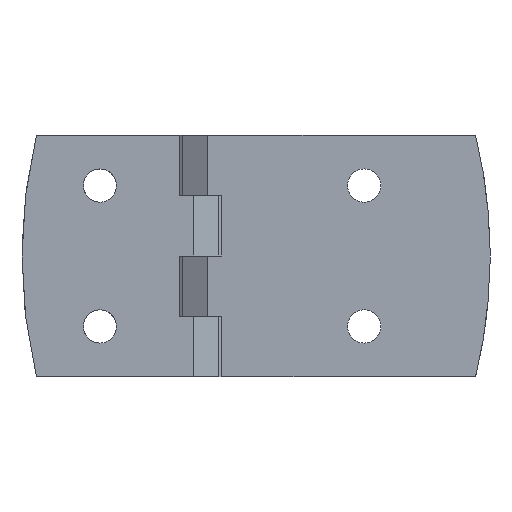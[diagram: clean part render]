
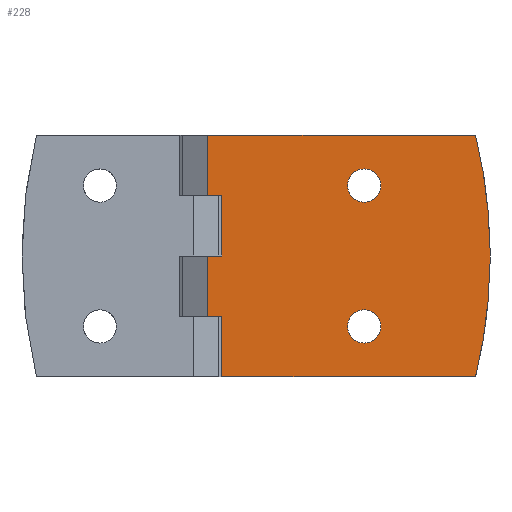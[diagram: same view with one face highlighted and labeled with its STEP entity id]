
A CAD part, front view. The second image highlights one B-rep face of the part: STEP entity #228.
In plain terms, the highlighted planar face has unit normal (0, -1, 0).
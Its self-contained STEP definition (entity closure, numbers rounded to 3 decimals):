
#228 = ADVANCED_FACE( '', ( #440, #441, #442 ), #443, .F. );
#440 = FACE_BOUND( '', #630, .T. );
#441 = FACE_BOUND( '', #631, .T. );
#442 = FACE_OUTER_BOUND( '', #632, .T. );
#443 = PLANE( '', #633 );
#630 = EDGE_LOOP( '', ( #1032 ) );
#631 = EDGE_LOOP( '', ( #1033 ) );
#632 = EDGE_LOOP( '', ( #1034, #1035, #1036, #1037, #1038, #1039, #1040, #1041, #1042, #1043, #1044, #1045 ) );
#633 = AXIS2_PLACEMENT_3D( '', #1046, #1047, #1048 );
#1032 = ORIENTED_EDGE( '', *, *, #1215, .T. );
#1033 = ORIENTED_EDGE( '', *, *, #1096, .T. );
#1034 = ORIENTED_EDGE( '', *, *, #1220, .T. );
#1035 = ORIENTED_EDGE( '', *, *, #1211, .T. );
#1036 = ORIENTED_EDGE( '', *, *, #1169, .T. );
#1037 = ORIENTED_EDGE( '', *, *, #1194, .T. );
#1038 = ORIENTED_EDGE( '', *, *, #1062, .F. );
#1039 = ORIENTED_EDGE( '', *, *, #1154, .T. );
#1040 = ORIENTED_EDGE( '', *, *, #1202, .F. );
#1041 = ORIENTED_EDGE( '', *, *, #1141, .T. );
#1042 = ORIENTED_EDGE( '', *, *, #1213, .T. );
#1043 = ORIENTED_EDGE( '', *, *, #1156, .F. );
#1044 = ORIENTED_EDGE( '', *, *, #1088, .F. );
#1045 = ORIENTED_EDGE( '', *, *, #1205, .T. );
#1046 = CARTESIAN_POINT( '', ( 1.4, -9., 24. ) );
#1047 = DIRECTION( '', ( 0., 1., 0. ) );
#1048 = DIRECTION( '', ( 0., 0., 1. ) );
#1062 = EDGE_CURVE( '', #1223, #1224, #1225, .T. );
#1088 = EDGE_CURVE( '', #1270, #1271, #1272, .T. );
#1096 = EDGE_CURVE( '', #1285, #1285, #1286, .T. );
#1141 = EDGE_CURVE( '', #1359, #1357, #1360, .T. );
#1154 = EDGE_CURVE( '', #1223, #1376, #1378, .F. );
#1156 = EDGE_CURVE( '', #1271, #1380, #1381, .T. );
#1169 = EDGE_CURVE( '', #1397, #1398, #1399, .T. );
#1194 = EDGE_CURVE( '', #1398, #1224, #1433, .F. );
#1202 = EDGE_CURVE( '', #1359, #1376, #1442, .T. );
#1205 = EDGE_CURVE( '', #1270, #1444, #1446, .T. );
#1211 = EDGE_CURVE( '', #1451, #1397, #1453, .T. );
#1213 = EDGE_CURVE( '', #1357, #1380, #1455, .T. );
#1215 = EDGE_CURVE( '', #1457, #1457, #1458, .T. );
#1220 = EDGE_CURVE( '', #1444, #1451, #1463, .T. );
#1223 = VERTEX_POINT( '', #1466 );
#1224 = VERTEX_POINT( '', #1467 );
#1225 = LINE( '', #1468, #1469 );
#1270 = VERTEX_POINT( '', #1697 );
#1271 = VERTEX_POINT( '', #1698 );
#1272 = LINE( '', #1699, #1700 );
#1285 = VERTEX_POINT( '', #1715 );
#1286 = CIRCLE( '', #1716, 3.3 );
#1357 = VERTEX_POINT( '', #1889 );
#1359 = VERTEX_POINT( '', #1892 );
#1360 = LINE( '', #1893, #1894 );
#1376 = VERTEX_POINT( '', #1918 );
#1378 = CIRCLE( '', #1921, 101.62 );
#1380 = VERTEX_POINT( '', #1923 );
#1381 = LINE( '', #1924, #1925 );
#1397 = VERTEX_POINT( '', #1948 );
#1398 = VERTEX_POINT( '', #1949 );
#1399 = LINE( '', #1950, #1951 );
#1433 = CIRCLE( '', #2083, 101.62 );
#1442 = LINE( '', #2093, #2094 );
#1444 = VERTEX_POINT( '', #2096 );
#1446 = LINE( '', #2099, #2100 );
#1451 = VERTEX_POINT( '', #2105 );
#1453 = LINE( '', #2108, #2109 );
#1455 = LINE( '', #2111, #2112 );
#1457 = VERTEX_POINT( '', #2114 );
#1458 = CIRCLE( '', #2115, 3.3 );
#1463 = LINE( '', #2120, #2121 );
#1466 = CARTESIAN_POINT( '', ( 57.49, -9., 1.426 ) );
#1467 = CARTESIAN_POINT( '', ( 57.49, -9., -1.426 ) );
#1468 = CARTESIAN_POINT( '', ( 57.49, -9., 24. ) );
#1469 = VECTOR( '', #2123, 1000. );
#1697 = CARTESIAN_POINT( '', ( 1.4, -9., 0. ) );
#1698 = CARTESIAN_POINT( '', ( 4.2, -9., 0. ) );
#1699 = CARTESIAN_POINT( '', ( 1.4, -9., 0. ) );
#1700 = VECTOR( '', #2162, 1000. );
#1715 = CARTESIAN_POINT( '', ( 32.5, -9., 17.3 ) );
#1716 = AXIS2_PLACEMENT_3D( '', #2177, #2178, #2179 );
#1889 = CARTESIAN_POINT( '', ( 1.4, -9., 12. ) );
#1892 = CARTESIAN_POINT( '', ( 1.4, -9., 24. ) );
#1893 = CARTESIAN_POINT( '', ( 1.4, -9., 24. ) );
#1894 = VECTOR( '', #2239, 1000. );
#1918 = CARTESIAN_POINT( '', ( 54.625, -9., 24. ) );
#1921 = AXIS2_PLACEMENT_3D( '', #2253, #2254, #2255 );
#1923 = CARTESIAN_POINT( '', ( 4.2, -9., 12. ) );
#1924 = CARTESIAN_POINT( '', ( 4.2, -9., 24. ) );
#1925 = VECTOR( '', #2256, 1000. );
#1948 = CARTESIAN_POINT( '', ( 4.2, -9., -24. ) );
#1949 = CARTESIAN_POINT( '', ( 54.625, -9., -24. ) );
#1950 = CARTESIAN_POINT( '', ( 1.4, -9., -24. ) );
#1951 = VECTOR( '', #2267, 1000. );
#2083 = AXIS2_PLACEMENT_3D( '', #2296, #2297, #2298 );
#2093 = CARTESIAN_POINT( '', ( 1.4, -9., 24. ) );
#2094 = VECTOR( '', #2309, 1000. );
#2096 = CARTESIAN_POINT( '', ( 1.4, -9., -12. ) );
#2099 = CARTESIAN_POINT( '', ( 1.4, -9., 24. ) );
#2100 = VECTOR( '', #2311, 1000. );
#2105 = CARTESIAN_POINT( '', ( 4.2, -9., -12. ) );
#2108 = CARTESIAN_POINT( '', ( 4.2, -9., 24. ) );
#2109 = VECTOR( '', #2316, 1000. );
#2111 = CARTESIAN_POINT( '', ( 1.4, -9., 12. ) );
#2112 = VECTOR( '', #2317, 1000. );
#2114 = CARTESIAN_POINT( '', ( 32.5, -9., -10.7 ) );
#2115 = AXIS2_PLACEMENT_3D( '', #2318, #2319, #2320 );
#2120 = CARTESIAN_POINT( '', ( 1.4, -9., -12. ) );
#2121 = VECTOR( '', #2321, 1000. );
#2123 = DIRECTION( '', ( 0., 0., -1. ) );
#2162 = DIRECTION( '', ( 1., 0., 0. ) );
#2177 = CARTESIAN_POINT( '', ( 32.5, -9., 14. ) );
#2178 = DIRECTION( '', ( 0., 1., 0. ) );
#2179 = DIRECTION( '', ( 0., 0., 1. ) );
#2239 = DIRECTION( '', ( 0., 0., -1. ) );
#2253 = CARTESIAN_POINT( '', ( -44.12, -9., 0. ) );
#2254 = DIRECTION( '', ( 0., 1., 0. ) );
#2255 = DIRECTION( '', ( 0., 0., 1. ) );
#2256 = DIRECTION( '', ( 0., 0., 1. ) );
#2267 = DIRECTION( '', ( 1., 0., 0. ) );
#2296 = CARTESIAN_POINT( '', ( -44.12, -9., 0. ) );
#2297 = DIRECTION( '', ( 0., 1., 0. ) );
#2298 = DIRECTION( '', ( 0., 0., 1. ) );
#2309 = DIRECTION( '', ( 1., 0., 0. ) );
#2311 = DIRECTION( '', ( 0., 0., -1. ) );
#2316 = DIRECTION( '', ( 0., 0., -1. ) );
#2317 = DIRECTION( '', ( 1., 0., 0. ) );
#2318 = CARTESIAN_POINT( '', ( 32.5, -9., -14. ) );
#2319 = DIRECTION( '', ( 0., 1., 0. ) );
#2320 = DIRECTION( '', ( 0., 0., 1. ) );
#2321 = DIRECTION( '', ( 1., 0., 0. ) );
